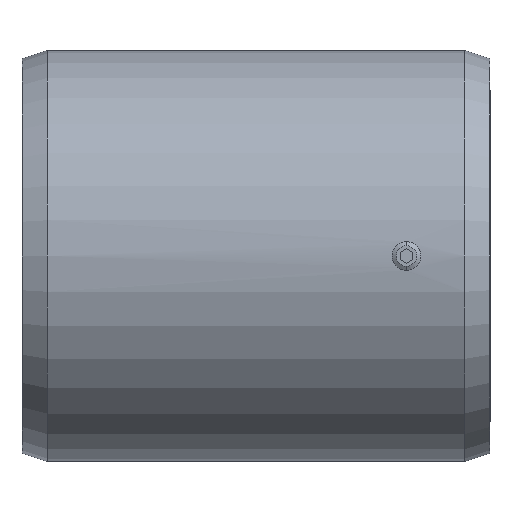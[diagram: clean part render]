
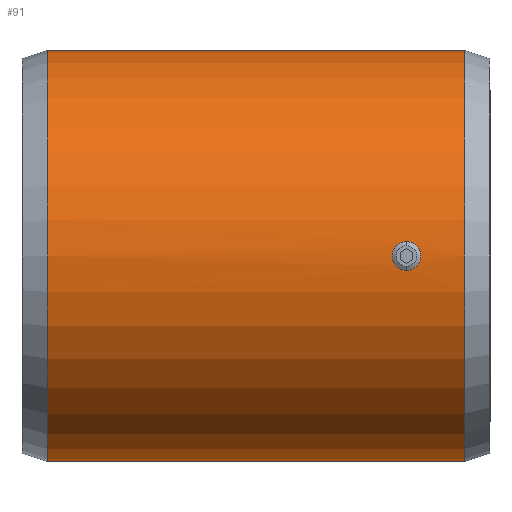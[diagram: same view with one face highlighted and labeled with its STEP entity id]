
A CAD part, front view. The second image highlights one B-rep face of the part: STEP entity #91.
In plain terms, the highlighted cylindrical face has radius 24.606 mm (diameter 49.213 mm), a partial arc.
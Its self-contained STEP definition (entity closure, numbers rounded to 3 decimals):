
#38 = CARTESIAN_POINT ( 'NONE',  ( 17.772, -24.546, 1.727 ) ) ;
#52 = CIRCLE ( 'NONE', #138, 24.606 ) ;
#74 = CARTESIAN_POINT ( 'NONE',  ( 19.672, -24.602, -0.447 ) ) ;
#91 = ADVANCED_FACE ( 'NONE', ( #954, #403 ), #1268, .T. ) ;
#94 = CARTESIAN_POINT ( 'NONE',  ( 18.766, -24.557, -1.552 ) ) ;
#138 = AXIS2_PLACEMENT_3D ( 'NONE', #1031, #1122, #600 ) ;
#140 = CARTESIAN_POINT ( 'NONE',  ( 16.946, -24.568, 1.373 ) ) ;
#148 = CARTESIAN_POINT ( 'NONE',  ( 16.447, -24.595, 0.764 ) ) ;
#171 = CARTESIAN_POINT ( 'NONE',  ( 17.234, -24.557, -1.552 ) ) ;
#175 = B_SPLINE_CURVE_WITH_KNOTS ( 'NONE', 3,
 ( #198, #832, #1339, #316, #715, #1348, #187, #398, #1252, #1139, #1048, #601, #1152, #308, #620, #74, #409, #1247, #498, #524, #943, #1146, #392, #1039, #94, #727, #937, #1353 ),
 .UNSPECIFIED., .F., .F.,
 ( 4, 2, 2, 2, 2, 2, 2, 2, 2, 2, 2, 2, 2, 4 ),
 ( 0.005, 0.006, 0.006, 0.006, 0.007, 0.007, 0.008, 0.008, 0.009, 0.009, 0.009, 0.01, 0.01, 0.011 ),
 .UNSPECIFIED. ) ;
#187 = CARTESIAN_POINT ( 'NONE',  ( 18.865, -24.561, 1.499 ) ) ;
#198 = CARTESIAN_POINT ( 'NONE',  ( 18., -24.546, 1.727 ) ) ;
#199 = CARTESIAN_POINT ( 'NONE',  ( -25., 0., 0. ) ) ;
#211 = CARTESIAN_POINT ( 'NONE',  ( 25., 0., 24.606 ) ) ;
#242 = ORIENTED_EDGE ( 'NONE', *, *, #1158, .T. ) ;
#243 = CARTESIAN_POINT ( 'NONE',  ( 16.318, -24.603, -0.454 ) ) ;
#244 = AXIS2_PLACEMENT_3D ( 'NONE', #1035, #712, #822 ) ;
#267 = CARTESIAN_POINT ( 'NONE',  ( 16.273, -24.606, 0.111 ) ) ;
#275 = CARTESIAN_POINT ( 'NONE',  ( 28., 0., 24.606 ) ) ;
#284 = ORIENTED_EDGE ( 'NONE', *, *, #510, .T. ) ;
#308 = CARTESIAN_POINT ( 'NONE',  ( 19.727, -24.606, -0.111 ) ) ;
#316 = CARTESIAN_POINT ( 'NONE',  ( 18.447, -24.549, 1.672 ) ) ;
#352 = EDGE_LOOP ( 'NONE', ( #661, #434, #242, #284 ) ) ;
#366 = CARTESIAN_POINT ( 'NONE',  ( 17.443, -24.552, -1.639 ) ) ;
#372 = CARTESIAN_POINT ( 'NONE',  ( 17.774, -24.546, -1.716 ) ) ;
#373 = ORIENTED_EDGE ( 'NONE', *, *, #1198, .T. ) ;
#392 = CARTESIAN_POINT ( 'NONE',  ( 19.054, -24.568, -1.373 ) ) ;
#398 = CARTESIAN_POINT ( 'NONE',  ( 19.053, -24.568, 1.374 ) ) ;
#403 = FACE_BOUND ( 'NONE', #1189, .T. ) ;
#409 = CARTESIAN_POINT ( 'NONE',  ( 19.639, -24.6, -0.555 ) ) ;
#434 = ORIENTED_EDGE ( 'NONE', *, *, #1285, .T. ) ;
#476 = CARTESIAN_POINT ( 'NONE',  ( 17.886, -24.546, -1.727 ) ) ;
#481 = CARTESIAN_POINT ( 'NONE',  ( 16.619, -24.584, -1.062 ) ) ;
#496 = EDGE_CURVE ( 'NONE', #1143, #1005, #1336, .T. ) ;
#498 = CARTESIAN_POINT ( 'NONE',  ( 19.499, -24.591, -0.865 ) ) ;
#510 = EDGE_CURVE ( 'NONE', #645, #1005, #644, .T. ) ;
#524 = CARTESIAN_POINT ( 'NONE',  ( 19.374, -24.584, -1.053 ) ) ;
#540 = CARTESIAN_POINT ( 'NONE',  ( 18., -24.546, 1.727 ) ) ;
#566 = CARTESIAN_POINT ( 'NONE',  ( 17.234, -24.557, 1.552 ) ) ;
#594 = CARTESIAN_POINT ( 'NONE',  ( 16.947, -24.568, -1.374 ) ) ;
#600 = DIRECTION ( 'NONE',  ( 0., 0., 1. ) ) ;
#601 = CARTESIAN_POINT ( 'NONE',  ( 19.682, -24.603, 0.454 ) ) ;
#620 = CARTESIAN_POINT ( 'NONE',  ( 19.716, -24.605, -0.226 ) ) ;
#644 = CIRCLE ( 'NONE', #909, 24.606 ) ;
#645 = VERTEX_POINT ( 'NONE', #871 ) ;
#654 = B_SPLINE_CURVE_WITH_KNOTS ( 'NONE', 3,
 ( #1220, #476, #372, #768, #366, #171, #1314, #594, #793, #481, #675, #243, #787, #267, #777, #1096, #903, #148, #695, #667, #1011, #1089, #140, #1320, #566, #986, #38, #880 ),
 .UNSPECIFIED., .F., .F.,
 ( 4, 2, 2, 2, 2, 2, 2, 2, 2, 2, 2, 2, 2, 4 ),
 ( 0., 0., 0.001, 0.001, 0.001, 0.002, 0.003, 0.003, 0.003, 0.004, 0.004, 0.004, 0.005, 0.005 ),
 .UNSPECIFIED. ) ;
#661 = ORIENTED_EDGE ( 'NONE', *, *, #496, .F. ) ;
#667 = CARTESIAN_POINT ( 'NONE',  ( 16.626, -24.584, 1.053 ) ) ;
#675 = CARTESIAN_POINT ( 'NONE',  ( 16.491, -24.592, -0.869 ) ) ;
#695 = CARTESIAN_POINT ( 'NONE',  ( 16.501, -24.591, 0.865 ) ) ;
#712 = DIRECTION ( 'NONE',  ( -1., 0., 0. ) ) ;
#715 = CARTESIAN_POINT ( 'NONE',  ( 18.557, -24.552, 1.639 ) ) ;
#727 = CARTESIAN_POINT ( 'NONE',  ( 18.453, -24.549, -1.682 ) ) ;
#737 = DIRECTION ( 'NONE',  ( -1., 0., 0. ) ) ;
#758 = CARTESIAN_POINT ( 'NONE',  ( -25., 0., -24.606 ) ) ;
#768 = CARTESIAN_POINT ( 'NONE',  ( 17.553, -24.549, -1.672 ) ) ;
#776 = VECTOR ( 'NONE', #737, 1000. ) ;
#777 = CARTESIAN_POINT ( 'NONE',  ( 16.284, -24.605, 0.226 ) ) ;
#787 = CARTESIAN_POINT ( 'NONE',  ( 16.273, -24.606, -0.227 ) ) ;
#792 = ORIENTED_EDGE ( 'NONE', *, *, #947, .T. ) ;
#793 = CARTESIAN_POINT ( 'NONE',  ( 16.858, -24.572, -1.301 ) ) ;
#794 = VERTEX_POINT ( 'NONE', #1098 ) ;
#799 = DIRECTION ( 'NONE',  ( -1., 0., 0. ) ) ;
#801 = VECTOR ( 'NONE', #799, 1000. ) ;
#822 = DIRECTION ( 'NONE',  ( 0., 0., 1. ) ) ;
#832 = CARTESIAN_POINT ( 'NONE',  ( 18.114, -24.546, 1.727 ) ) ;
#871 = CARTESIAN_POINT ( 'NONE',  ( -25., 0., 24.606 ) ) ;
#880 = CARTESIAN_POINT ( 'NONE',  ( 18., -24.546, 1.727 ) ) ;
#903 = CARTESIAN_POINT ( 'NONE',  ( 16.361, -24.6, 0.555 ) ) ;
#909 = AXIS2_PLACEMENT_3D ( 'NONE', #199, #1155, #924 ) ;
#924 = DIRECTION ( 'NONE',  ( 0., 0., 1. ) ) ;
#937 = CARTESIAN_POINT ( 'NONE',  ( 18.228, -24.546, -1.727 ) ) ;
#943 = CARTESIAN_POINT ( 'NONE',  ( 19.303, -24.58, -1.14 ) ) ;
#947 = EDGE_CURVE ( 'NONE', #1067, #794, #175, .T. ) ;
#954 = FACE_OUTER_BOUND ( 'NONE', #352, .T. ) ;
#986 = CARTESIAN_POINT ( 'NONE',  ( 17.547, -24.549, 1.682 ) ) ;
#991 = LINE ( 'NONE', #275, #801 ) ;
#1005 = VERTEX_POINT ( 'NONE', #758 ) ;
#1011 = CARTESIAN_POINT ( 'NONE',  ( 16.697, -24.58, 1.14 ) ) ;
#1030 = VERTEX_POINT ( 'NONE', #211 ) ;
#1031 = CARTESIAN_POINT ( 'NONE',  ( 25., 0., 0. ) ) ;
#1035 = CARTESIAN_POINT ( 'NONE',  ( 28., 0., 0. ) ) ;
#1039 = CARTESIAN_POINT ( 'NONE',  ( 18.867, -24.561, -1.498 ) ) ;
#1048 = CARTESIAN_POINT ( 'NONE',  ( 19.509, -24.592, 0.869 ) ) ;
#1067 = VERTEX_POINT ( 'NONE', #540 ) ;
#1089 = CARTESIAN_POINT ( 'NONE',  ( 16.858, -24.572, 1.301 ) ) ;
#1096 = CARTESIAN_POINT ( 'NONE',  ( 16.328, -24.602, 0.447 ) ) ;
#1098 = CARTESIAN_POINT ( 'NONE',  ( 18., -24.546, -1.727 ) ) ;
#1122 = DIRECTION ( 'NONE',  ( -1., 0., 0. ) ) ;
#1139 = CARTESIAN_POINT ( 'NONE',  ( 19.381, -24.584, 1.062 ) ) ;
#1143 = VERTEX_POINT ( 'NONE', #1206 ) ;
#1146 = CARTESIAN_POINT ( 'NONE',  ( 19.142, -24.572, -1.301 ) ) ;
#1152 = CARTESIAN_POINT ( 'NONE',  ( 19.727, -24.606, 0.227 ) ) ;
#1155 = DIRECTION ( 'NONE',  ( 1., 0., 0. ) ) ;
#1158 = EDGE_CURVE ( 'NONE', #1030, #645, #991, .T. ) ;
#1189 = EDGE_LOOP ( 'NONE', ( #373, #792 ) ) ;
#1198 = EDGE_CURVE ( 'NONE', #794, #1067, #654, .T. ) ;
#1206 = CARTESIAN_POINT ( 'NONE',  ( 25., 0., -24.606 ) ) ;
#1220 = CARTESIAN_POINT ( 'NONE',  ( 18., -24.546, -1.727 ) ) ;
#1247 = CARTESIAN_POINT ( 'NONE',  ( 19.553, -24.595, -0.764 ) ) ;
#1252 = CARTESIAN_POINT ( 'NONE',  ( 19.142, -24.572, 1.301 ) ) ;
#1268 = CYLINDRICAL_SURFACE ( 'NONE', #244, 24.606 ) ;
#1285 = EDGE_CURVE ( 'NONE', #1143, #1030, #52, .T. ) ;
#1314 = CARTESIAN_POINT ( 'NONE',  ( 17.135, -24.561, -1.499 ) ) ;
#1320 = CARTESIAN_POINT ( 'NONE',  ( 17.133, -24.561, 1.498 ) ) ;
#1336 = LINE ( 'NONE', #1349, #776 ) ;
#1339 = CARTESIAN_POINT ( 'NONE',  ( 18.226, -24.546, 1.716 ) ) ;
#1348 = CARTESIAN_POINT ( 'NONE',  ( 18.766, -24.557, 1.552 ) ) ;
#1349 = CARTESIAN_POINT ( 'NONE',  ( 28., 0., -24.606 ) ) ;
#1353 = CARTESIAN_POINT ( 'NONE',  ( 18., -24.546, -1.727 ) ) ;
